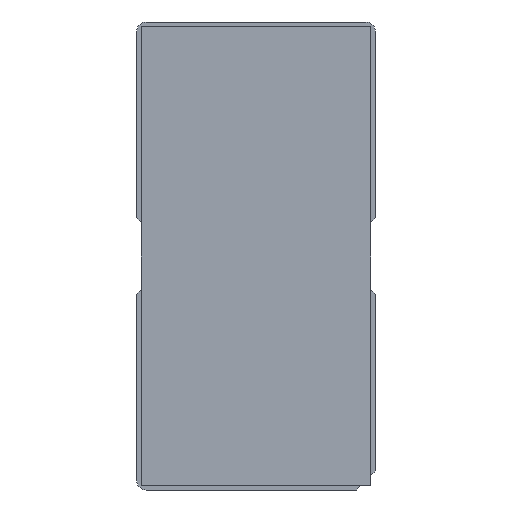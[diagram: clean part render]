
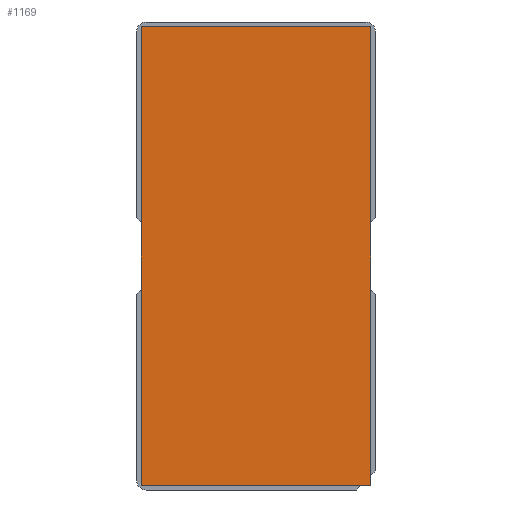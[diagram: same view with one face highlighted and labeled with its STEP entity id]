
A CAD part, front view. The second image highlights one B-rep face of the part: STEP entity #1169.
In plain terms, the highlighted planar face has unit normal (0, -1, 0).
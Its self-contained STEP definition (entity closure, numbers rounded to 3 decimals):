
#12 = DIRECTION ( 'NONE',  ( 0., -1., 0. ) ) ;
#18 = CARTESIAN_POINT ( 'NONE',  ( 1.2, 0., -2.4 ) ) ;
#104 = AXIS2_PLACEMENT_3D ( 'NONE', #110, #12, #665 ) ;
#110 = CARTESIAN_POINT ( 'NONE',  ( 0., 0., 0. ) ) ;
#240 = EDGE_CURVE ( 'NONE', #337, #1194, #1891, .T. ) ;
#337 = VERTEX_POINT ( 'NONE', #462 ) ;
#366 = FACE_OUTER_BOUND ( 'NONE', #693, .T. ) ;
#432 = LINE ( 'NONE', #1701, #2190 ) ;
#462 = CARTESIAN_POINT ( 'NONE',  ( -1.2, 0., -2.4 ) ) ;
#508 = DIRECTION ( 'NONE',  ( 0., 0., -1. ) ) ;
#632 = VECTOR ( 'NONE', #508, 1000. ) ;
#665 = DIRECTION ( 'NONE',  ( 0., 0., -1. ) ) ;
#693 = EDGE_LOOP ( 'NONE', ( #1261, #2053, #1307, #1080 ) ) ;
#732 = VERTEX_POINT ( 'NONE', #1399 ) ;
#799 = VECTOR ( 'NONE', #992, 1000. ) ;
#908 = CARTESIAN_POINT ( 'NONE',  ( -1.2, 0., 2.4 ) ) ;
#992 = DIRECTION ( 'NONE',  ( 1., 0., 0. ) ) ;
#1080 = ORIENTED_EDGE ( 'NONE', *, *, #1123, .F. ) ;
#1108 = DIRECTION ( 'NONE',  ( -1., 0., 0. ) ) ;
#1123 = EDGE_CURVE ( 'NONE', #1667, #337, #432, .T. ) ;
#1169 = ADVANCED_FACE ( 'NONE', ( #366 ), #2178, .T. ) ;
#1188 = EDGE_CURVE ( 'NONE', #732, #1667, #1983, .T. ) ;
#1194 = VERTEX_POINT ( 'NONE', #1418 ) ;
#1261 = ORIENTED_EDGE ( 'NONE', *, *, #1188, .F. ) ;
#1307 = ORIENTED_EDGE ( 'NONE', *, *, #240, .F. ) ;
#1370 = EDGE_CURVE ( 'NONE', #1194, #732, #1863, .T. ) ;
#1399 = CARTESIAN_POINT ( 'NONE',  ( 1.2, 0., 2.4 ) ) ;
#1418 = CARTESIAN_POINT ( 'NONE',  ( -1.2, 0., 2.4 ) ) ;
#1449 = VECTOR ( 'NONE', #2047, 1000. ) ;
#1586 = CARTESIAN_POINT ( 'NONE',  ( -1.2, 0., 2.4 ) ) ;
#1667 = VERTEX_POINT ( 'NONE', #18 ) ;
#1701 = CARTESIAN_POINT ( 'NONE',  ( -1.2, 0., -2.4 ) ) ;
#1739 = CARTESIAN_POINT ( 'NONE',  ( 1.2, 0., 2.4 ) ) ;
#1863 = LINE ( 'NONE', #908, #799 ) ;
#1891 = LINE ( 'NONE', #1586, #1449 ) ;
#1983 = LINE ( 'NONE', #1739, #632 ) ;
#2047 = DIRECTION ( 'NONE',  ( 0., 0., 1. ) ) ;
#2053 = ORIENTED_EDGE ( 'NONE', *, *, #1370, .F. ) ;
#2178 = PLANE ( 'NONE',  #104 ) ;
#2190 = VECTOR ( 'NONE', #1108, 1000. ) ;
